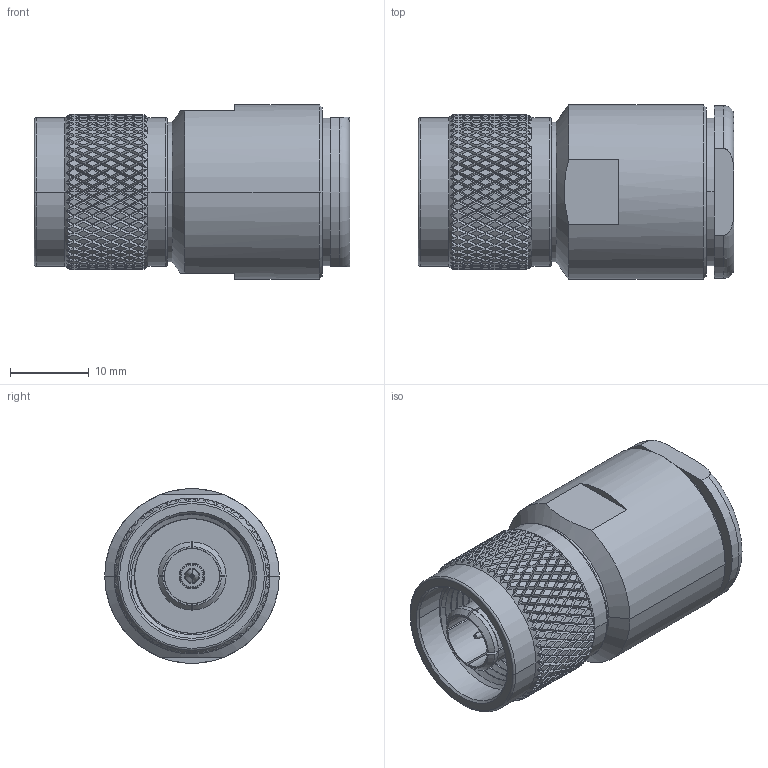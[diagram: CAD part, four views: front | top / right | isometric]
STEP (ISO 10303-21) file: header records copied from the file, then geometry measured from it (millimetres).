
FILE_DESCRIPTION (( 'STEP AP203' ), '1' );
FILE_NAME ('PE4221.step', '2018-10-18T22:45:02', ( '' ), ( '' ), 'SwSTEP 2.0', 'SolidWorks 2017', '' );
FILE_SCHEMA (( 'CONFIG_CONTROL_DESIGN' ));
Products named in the file (1): PE4221
Bounding box: 40.18 x 22.23 x 22.23 mm (x, y, z)
Volume: 10901.1 mm3; surface area: 5493.3 mm2
Topology: 1 solids, 4 shells, 2453 faces, 5264 edges, 2828 vertices
Faces by surface type: bspline 1818, cylinder 556, plane 37, cone 30, torus 12
Entity records: 101662 total; most frequent: CARTESIAN_POINT 69287, ORIENTED_EDGE 10528, EDGE_CURVE 5264, VERTEX_POINT 2828, EDGE_LOOP 2462, FACE_OUTER_BOUND 2453, ADVANCED_FACE 2453, DIRECTION 2056
